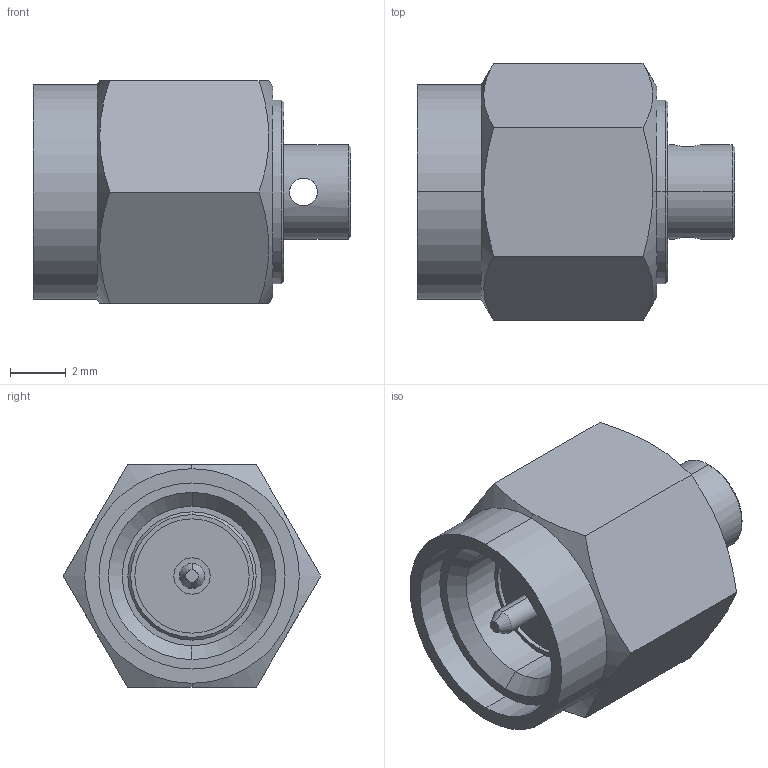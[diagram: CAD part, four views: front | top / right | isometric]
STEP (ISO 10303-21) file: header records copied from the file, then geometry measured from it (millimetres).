
FILE_DESCRIPTION (( 'STEP AP214' ), '1' );
FILE_NAME ('!ÔÈÌÄ.434521.007-12 Âèëêà êàáåëüíàÿ ïðÿìàÿ.STEP', '2024-07-31T07:21:31', ( '' ), ( '' ), 'SwSTEP 2.0', 'SolidWorks 2018', '' );
FILE_SCHEMA (( 'AUTOMOTIVE_DESIGN' ));
Length unit declared in the file: millimetre
Products named in the file (2): !ÔÈÌÄ.434521.007-12 Âèëêà êàáåëüíàÿ ïðÿìàÿ; Äåòàëü29^ÔÈÌÄ.434521.007 Âèëêà êàáåëüíàÿ ïðÿìàÿ
Assembly tree (1 placements, depth 2):
  !ÔÈÌÄ.434521.007-12 Âèëêà êàáåëüíàÿ ïðÿìàÿ
    Äåòàëü29^ÔÈÌÄ.434521.007 Âèëêà êàáåëüíàÿ ïðÿìàÿ
Bounding box: 11.4 x 9.24 x 8 mm (x, y, z)
Volume: 380.3 mm3; surface area: 664.2 mm2
Topology: 1 solids, 2 shells, 101 faces, 222 edges, 138 vertices
Faces by surface type: cylinder 46, cone 26, plane 23, sphere 6
Entity records: 3062 total; most frequent: CARTESIAN_POINT 725, DIRECTION 502, ORIENTED_EDGE 440, EDGE_CURVE 220, AXIS2_PLACEMENT_3D 211, VERTEX_POINT 138, EDGE_LOOP 122, CIRCLE 106
